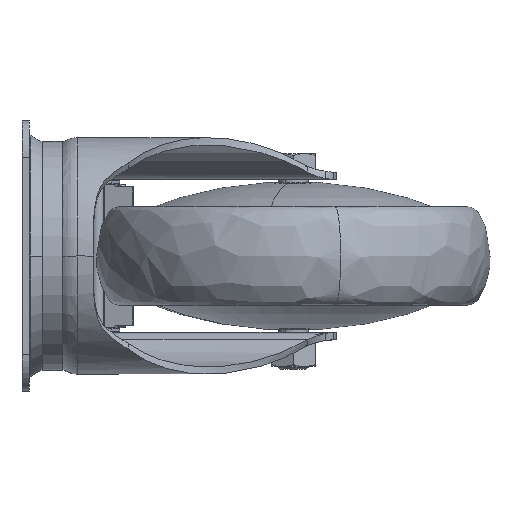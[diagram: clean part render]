
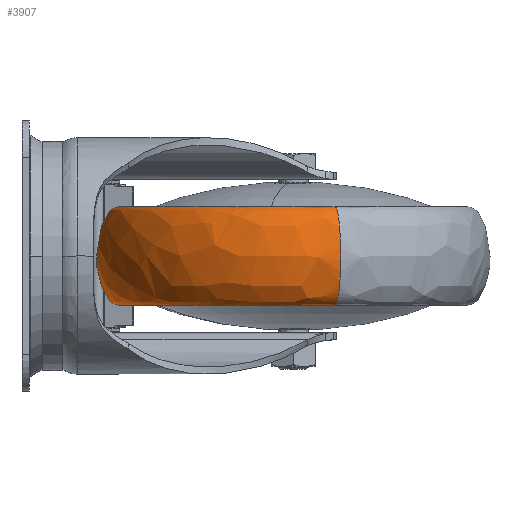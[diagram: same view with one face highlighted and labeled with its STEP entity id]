
A CAD part, left-side view. The second image highlights one B-rep face of the part: STEP entity #3907.
In plain terms, the highlighted free-form (B-spline) face has degree [3, 3] with [4, 4] control points.
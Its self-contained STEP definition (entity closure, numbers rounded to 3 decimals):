
#147 = DIRECTION ( 'NONE',  ( 0., 0., -1. ) ) ;
#495 = DIRECTION ( 'NONE',  ( -0.24, 0.971, 0. ) ) ;
#2112 = CARTESIAN_POINT ( 'NONE',  ( -14.435, -126.94, 20. ) ) ;
#3034 =( BOUNDED_CURVE ( )  B_SPLINE_CURVE ( 3, ( #44851, #34383, #50383, #55584 ),
 .UNSPECIFIED., .F., .T. ) 
 B_SPLINE_CURVE_WITH_KNOTS ( ( 4, 4 ),
 ( 0., 1. ),
 .UNSPECIFIED. ) 
 CURVE ( )  GEOMETRIC_REPRESENTATION_ITEM ( )  RATIONAL_B_SPLINE_CURVE ( ( 1., 0.333, 0.333, 1. ) ) 
 REPRESENTATION_ITEM ( '' )  );
#3907 = ADVANCED_FACE ( 'NONE', ( #26691 ), #26472, .T. ) ;
#6697 = ORIENTED_EDGE ( 'NONE', *, *, #54128, .T. ) ;
#10877 = CARTESIAN_POINT ( 'NONE',  ( 54., -110., -20. ) ) ;
#11103 = CARTESIAN_POINT ( 'NONE',  ( -14.435, -126.94, -20. ) ) ;
#12120 = CARTESIAN_POINT ( 'NONE',  ( 140.878, -88.495, 20. ) ) ;
#12733 = ORIENTED_EDGE ( 'NONE', *, *, #13180, .F. ) ;
#13180 = EDGE_CURVE ( 'NONE', #36337, #28346, #41110, .T. ) ;
#16261 = CARTESIAN_POINT ( 'NONE',  ( 122.435, -93.06, -20. ) ) ;
#17632 = CARTESIAN_POINT ( 'NONE',  ( 122.435, -93.06, 20. ) ) ;
#20911 = CARTESIAN_POINT ( 'NONE',  ( 54., -110., 20. ) ) ;
#21047 = CARTESIAN_POINT ( 'NONE',  ( -14.435, -126.94, 20. ) ) ;
#25875 = AXIS2_PLACEMENT_3D ( 'NONE', #20911, #147, #57747 ) ;
#26472 =( BOUNDED_SURFACE ( )  B_SPLINE_SURFACE ( 3, 3, ( 
 ( #11103, #53494, #43064, #48272 ),
 ( #44458, #33639, #28411, #65241 ),
 ( #44104, #49635, #48937, #12120 ),
 ( #2112, #60055, #33303, #17632 ) ),
 .UNSPECIFIED., .F., .F., .F. ) 
 B_SPLINE_SURFACE_WITH_KNOTS ( ( 4, 4 ),
 ( 4, 4 ),
 ( 0., 1. ),
 ( 0., 1. ),
 .UNSPECIFIED. ) 
 GEOMETRIC_REPRESENTATION_ITEM ( )  RATIONAL_B_SPLINE_SURFACE ( (
 ( 1., 0.333, 0.333, 1.),
 ( 0.333, 0.111, 0.111, 0.333),
 ( 0.333, 0.111, 0.111, 0.333),
 ( 1., 0.333, 0.333, 1.) ) ) 
 REPRESENTATION_ITEM ( '' )  SURFACE ( )  );
#26691 = FACE_OUTER_BOUND ( 'NONE', #36356, .T. ) ;
#27636 = VERTEX_POINT ( 'NONE', #58002 ) ;
#28346 = VERTEX_POINT ( 'NONE', #52497 ) ;
#28411 = CARTESIAN_POINT ( 'NONE',  ( 97.868, 85.261, -20. ) ) ;
#32047 = DIRECTION ( 'NONE',  ( 0., 0., -1. ) ) ;
#32293 = EDGE_CURVE ( 'NONE', #27636, #36337, #58459, .T. ) ;
#33303 = CARTESIAN_POINT ( 'NONE',  ( 88.555, 43.809, 20. ) ) ;
#33344 = CARTESIAN_POINT ( 'NONE',  ( 122.435, -93.06, -20. ) ) ;
#33639 = CARTESIAN_POINT ( 'NONE',  ( -75.888, 42.251, -20. ) ) ;
#34383 = CARTESIAN_POINT ( 'NONE',  ( -32.878, -131.505, -20. ) ) ;
#36337 = VERTEX_POINT ( 'NONE', #16261 ) ;
#36356 = EDGE_LOOP ( 'NONE', ( #44004, #6697, #56773, #12733 ) ) ;
#39239 = CARTESIAN_POINT ( 'NONE',  ( 140.878, -88.495, -20. ) ) ;
#41110 =( BOUNDED_CURVE ( )  B_SPLINE_CURVE ( 3, ( #33344, #39239, #48978, #59420 ),
 .UNSPECIFIED., .F., .F. ) 
 B_SPLINE_CURVE_WITH_KNOTS ( ( 4, 4 ),
 ( 0., 1. ),
 .UNSPECIFIED. ) 
 CURVE ( )  GEOMETRIC_REPRESENTATION_ITEM ( )  RATIONAL_B_SPLINE_CURVE ( ( 1., 0.333, 0.333, 1. ) ) 
 REPRESENTATION_ITEM ( '' )  );
#42507 = CIRCLE ( 'NONE', #25875, 70.5 ) ;
#43064 = CARTESIAN_POINT ( 'NONE',  ( 88.555, 43.809, -20. ) ) ;
#44004 = ORIENTED_EDGE ( 'NONE', *, *, #32293, .F. ) ;
#44104 = CARTESIAN_POINT ( 'NONE',  ( -32.878, -131.505, 20. ) ) ;
#44458 = CARTESIAN_POINT ( 'NONE',  ( -32.878, -131.505, -20. ) ) ;
#44851 = CARTESIAN_POINT ( 'NONE',  ( -14.435, -126.94, -20. ) ) ;
#48272 = CARTESIAN_POINT ( 'NONE',  ( 122.435, -93.06, -20. ) ) ;
#48937 = CARTESIAN_POINT ( 'NONE',  ( 97.868, 85.261, 20. ) ) ;
#48978 = CARTESIAN_POINT ( 'NONE',  ( 140.878, -88.495, 20. ) ) ;
#49635 = CARTESIAN_POINT ( 'NONE',  ( -75.888, 42.251, 20. ) ) ;
#50383 = CARTESIAN_POINT ( 'NONE',  ( -32.878, -131.505, 20. ) ) ;
#52497 = CARTESIAN_POINT ( 'NONE',  ( 122.435, -93.06, 20. ) ) ;
#53494 = CARTESIAN_POINT ( 'NONE',  ( -48.314, 9.929, -20. ) ) ;
#54128 = EDGE_CURVE ( 'NONE', #27636, #60345, #3034, .T. ) ;
#55584 = CARTESIAN_POINT ( 'NONE',  ( -14.435, -126.94, 20. ) ) ;
#56773 = ORIENTED_EDGE ( 'NONE', *, *, #62155, .T. ) ;
#57747 = DIRECTION ( 'NONE',  ( -0.24, 0.971, 0. ) ) ;
#58002 = CARTESIAN_POINT ( 'NONE',  ( -14.435, -126.94, -20. ) ) ;
#58459 = CIRCLE ( 'NONE', #65132, 70.5 ) ;
#59420 = CARTESIAN_POINT ( 'NONE',  ( 122.435, -93.06, 20. ) ) ;
#60055 = CARTESIAN_POINT ( 'NONE',  ( -48.314, 9.929, 20. ) ) ;
#60345 = VERTEX_POINT ( 'NONE', #21047 ) ;
#62155 = EDGE_CURVE ( 'NONE', #60345, #28346, #42507, .T. ) ;
#65132 = AXIS2_PLACEMENT_3D ( 'NONE', #10877, #32047, #495 ) ;
#65241 = CARTESIAN_POINT ( 'NONE',  ( 140.878, -88.495, -20. ) ) ;
